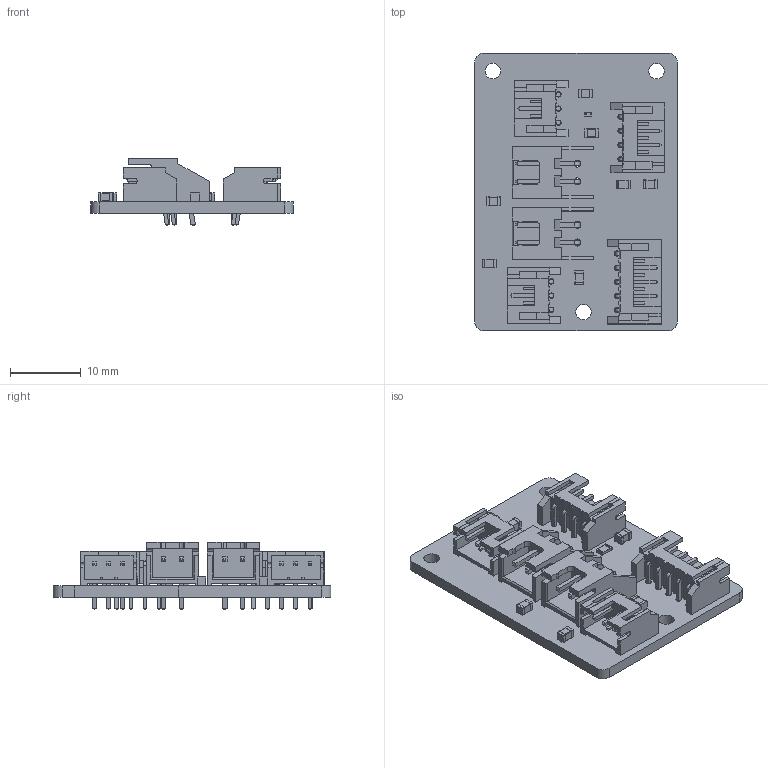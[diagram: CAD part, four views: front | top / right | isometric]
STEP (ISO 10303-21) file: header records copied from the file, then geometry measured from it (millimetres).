
FILE_DESCRIPTION(('KiCad electronic assembly'),'2;1');
FILE_NAME('incubator_breakout.step','2021-06-17T15:05:26',('An Author'), ('A Company'),'Open CASCADE STEP processor 6.9', 'KiCad to STEP converter','Unknown');
FILE_SCHEMA(('AUTOMOTIVE_DESIGN { 1 0 10303 214 1 1 1 1 }'));
Length unit declared in the file: millimetre
Products named in the file (16): Open CASCADE STEP translator 6.9 1; R_0402_1005Metric; SOLID; C_0805_2012Metric; R_0805_2012Metric; JST_PH_S3B-PH-K_1x03_P2.00mm_Horizontal; JST_XH_S2B-XH-A_1x02_P2.50mm_Horizontal; JST_PH_S4B-PH-K_1x04_P2.00mm_Horizontal; JST_PH_S5B-PH-K_1x05_P2.00mm_Horizontal; COMPOUND
Assembly tree (22 placements, depth 3):
  Open CASCADE STEP translator 6.9 1
    R_0402_1005Metric
      SOLID
    C_0805_2012Metric  x6
      SOLID
    R_0805_2012Metric
      SOLID
    JST_PH_S3B-PH-K_1x03_P2.00mm_Horizontal  x2
      SOLID
    JST_XH_S2B-XH-A_1x02_P2.50mm_Horizontal  x2
      SOLID
    JST_PH_S4B-PH-K_1x04_P2.00mm_Horizontal
      SOLID
    JST_PH_S5B-PH-K_1x05_P2.00mm_Horizontal
      SOLID
    COMPOUND
Bounding box: 28.57 x 39.24 x 9.5 mm (x, y, z)
Volume: 2694.9 mm3; surface area: 5393.2 mm2
Topology: 15 solids, 15 shells, 1128 faces, 3060 edges, 1996 vertices
Faces by surface type: plane 960, cylinder 168
Full cylindrical faces by diameter (mm): 0.75 x15, 1 x4, 2.2 x3
Entity records: 54726 total; most frequent: CARTESIAN_POINT 8379, DIRECTION 7728, LINE 5689, VECTOR 5689, ORIENTED_EDGE 4038, PCURVE 4038, DEFINITIONAL_REPRESENTATION 4038, EDGE_CURVE 2019
